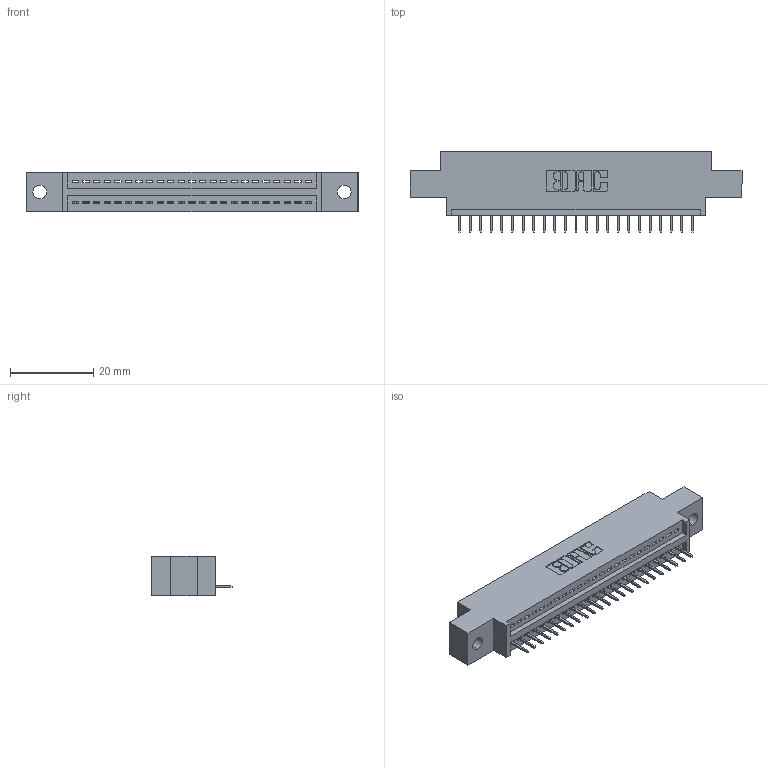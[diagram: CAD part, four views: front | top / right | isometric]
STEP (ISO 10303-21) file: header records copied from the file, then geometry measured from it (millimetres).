
FILE_DESCRIPTION (( 'STEP AP203' ), '1' );
FILE_NAME ('345-023-524-602.STEP', '2019-10-05T02:15:41', ( '' ), ( '' ), 'SwSTEP 2.0', 'SolidWorks 2016', '' );
FILE_SCHEMA (( 'CONFIG_CONTROL_DESIGN' ));
Length unit declared in the file: inch
Products named in the file (3): 345-023-524-602; 345-292-001_345-293-124; 345 Part_0.170 Offset - 0.128 Dia
Assembly tree (24 placements, depth 2):
  345-023-524-602
    345 Part_0.170 Offset - 0.128 Dia
    345-292-001_345-293-124  x23
Bounding box: 79.63 x 19.35 x 9.4 mm (x, y, z)
Volume: 7166.7 mm3; surface area: 8830.2 mm2
Topology: 24 solids, 24 shells, 1556 faces, 4493 edges, 2902 vertices
Faces by surface type: plane 1142, cylinder 414
Entity records: 20077 total; most frequent: CARTESIAN_POINT 3485, ORIENTED_EDGE 3442, DIRECTION 3071, EDGE_CURVE 1721, VECTOR 1501, LINE 1501, VERTEX_POINT 1142, AXIS2_PLACEMENT_3D 785
